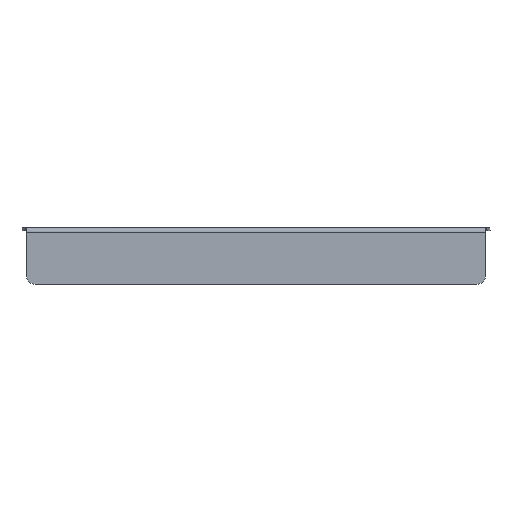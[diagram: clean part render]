
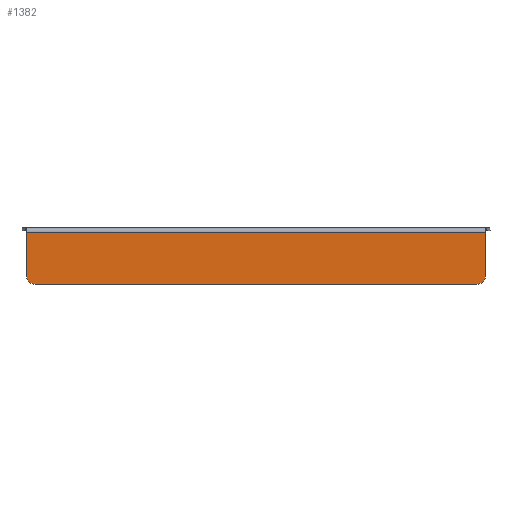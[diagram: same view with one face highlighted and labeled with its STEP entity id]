
A CAD part, front view. The second image highlights one B-rep face of the part: STEP entity #1382.
In plain terms, the highlighted planar face has unit normal (0, -1, 0).
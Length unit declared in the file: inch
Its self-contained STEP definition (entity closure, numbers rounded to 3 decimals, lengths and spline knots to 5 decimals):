
#1 = CARTESIAN_POINT ( 'NONE',  ( 13.29899, -0.09, -0.032 ) ) ;
#6 = CARTESIAN_POINT ( 'NONE',  ( 13.11149, -0.09, -1.25 ) ) ;
#13 = ORIENTED_EDGE ( 'NONE', *, *, #83, .F. ) ;
#83 = EDGE_CURVE ( 'NONE', #424, #1153, #309, .T. ) ;
#87 = DIRECTION ( 'NONE',  ( 0., 0., -1. ) ) ;
#118 = CARTESIAN_POINT ( 'NONE',  ( 0., -0.09, 0. ) ) ;
#121 = CARTESIAN_POINT ( 'NONE',  ( 12.86149, -0.09, -1.25 ) ) ;
#136 = AXIS2_PLACEMENT_3D ( 'NONE', #118, #566, #87 ) ;
#206 = ORIENTED_EDGE ( 'NONE', *, *, #1215, .T. ) ;
#220 = CARTESIAN_POINT ( 'NONE',  ( 0.4375, -0.09, -1.5 ) ) ;
#295 = DIRECTION ( 'NONE',  ( -1., 0., 0. ) ) ;
#309 = LINE ( 'NONE', #754, #889 ) ;
#332 = CARTESIAN_POINT ( 'NONE',  ( 13.11149, -0.09, -1.5 ) ) ;
#358 = VECTOR ( 'NONE', #1054, 39.37008 ) ;
#424 = VERTEX_POINT ( 'NONE', #737 ) ;
#448 = ORIENTED_EDGE ( 'NONE', *, *, #621, .T. ) ;
#457 = PLANE ( 'NONE',  #136 ) ;
#545 = VERTEX_POINT ( 'NONE', #790 ) ;
#547 = AXIS2_PLACEMENT_3D ( 'NONE', #121, #1155, #1263 ) ;
#566 = DIRECTION ( 'NONE',  ( 0., -1., 0. ) ) ;
#570 = DIRECTION ( 'NONE',  ( 0., 0., 1. ) ) ;
#607 = LINE ( 'NONE', #943, #358 ) ;
#621 = EDGE_CURVE ( 'NONE', #545, #1404, #829, .T. ) ;
#642 = CIRCLE ( 'NONE', #1484, 0.25 ) ;
#672 = VERTEX_POINT ( 'NONE', #1372 ) ;
#737 = CARTESIAN_POINT ( 'NONE',  ( 12.86149, -0.09, -1.5 ) ) ;
#741 = ORIENTED_EDGE ( 'NONE', *, *, #1401, .T. ) ;
#754 = CARTESIAN_POINT ( 'NONE',  ( 0., -0.09, -1.5 ) ) ;
#790 = CARTESIAN_POINT ( 'NONE',  ( 13.11149, -0.09, -0.032 ) ) ;
#799 = DIRECTION ( 'NONE',  ( 0., -1., 0. ) ) ;
#829 = LINE ( 'NONE', #1, #1407 ) ;
#889 = VECTOR ( 'NONE', #295, 39.37008 ) ;
#943 = CARTESIAN_POINT ( 'NONE',  ( 0.1875, -0.09, -1.5 ) ) ;
#947 = CIRCLE ( 'NONE', #547, 0.25 ) ;
#1005 = FACE_OUTER_BOUND ( 'NONE', #1219, .T. ) ;
#1054 = DIRECTION ( 'NONE',  ( 0., 0., 1. ) ) ;
#1123 = VERTEX_POINT ( 'NONE', #6 ) ;
#1139 = DIRECTION ( 'NONE',  ( 0., 0., -1. ) ) ;
#1148 = CARTESIAN_POINT ( 'NONE',  ( 0.1875, -0.09, -0.032 ) ) ;
#1149 = EDGE_CURVE ( 'NONE', #424, #1123, #947, .T. ) ;
#1153 = VERTEX_POINT ( 'NONE', #220 ) ;
#1155 = DIRECTION ( 'NONE',  ( 0., -1., 0. ) ) ;
#1215 = EDGE_CURVE ( 'NONE', #1123, #545, #1468, .T. ) ;
#1219 = EDGE_LOOP ( 'NONE', ( #1455, #741, #13, #1462, #206, #448 ) ) ;
#1258 = EDGE_CURVE ( 'NONE', #672, #1404, #607, .T. ) ;
#1261 = CARTESIAN_POINT ( 'NONE',  ( 0.4375, -0.09, -1.25 ) ) ;
#1263 = DIRECTION ( 'NONE',  ( 0., 0., -1. ) ) ;
#1372 = CARTESIAN_POINT ( 'NONE',  ( 0.1875, -0.09, -1.25 ) ) ;
#1380 = DIRECTION ( 'NONE',  ( -1., 0., 0. ) ) ;
#1382 = ADVANCED_FACE ( 'NONE', ( #1005 ), #457, .T. ) ;
#1389 = VECTOR ( 'NONE', #570, 39.37008 ) ;
#1401 = EDGE_CURVE ( 'NONE', #672, #1153, #642, .T. ) ;
#1404 = VERTEX_POINT ( 'NONE', #1148 ) ;
#1407 = VECTOR ( 'NONE', #1380, 39.37008 ) ;
#1455 = ORIENTED_EDGE ( 'NONE', *, *, #1258, .F. ) ;
#1462 = ORIENTED_EDGE ( 'NONE', *, *, #1149, .T. ) ;
#1468 = LINE ( 'NONE', #332, #1389 ) ;
#1484 = AXIS2_PLACEMENT_3D ( 'NONE', #1261, #799, #1139 ) ;
